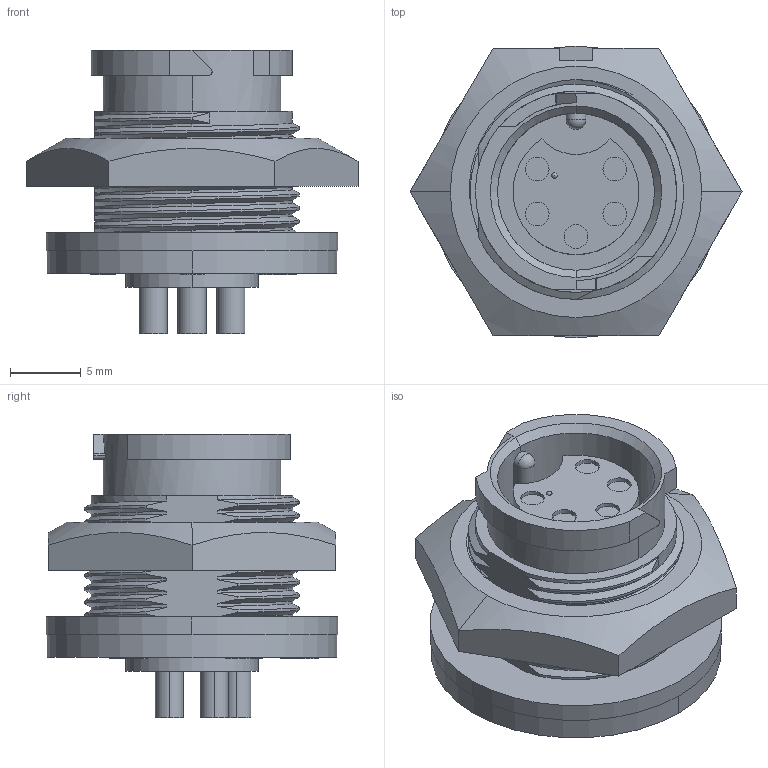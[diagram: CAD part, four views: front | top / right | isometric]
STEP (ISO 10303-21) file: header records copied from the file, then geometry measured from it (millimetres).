
FILE_DESCRIPTION (( 'STEP AP203' ), '1' );
FILE_NAME ('W7280-5SG-P-300.STEP', '2021-10-29T14:46:07', ( '' ), ( '' ), 'SwSTEP 2.0', 'SolidWorks 2020', '' );
FILE_SCHEMA (( 'CONFIG_CONTROL_DESIGN' ));
Length unit declared in the file: millimetre
Products named in the file (1): W7280-5SG-P-300
Bounding box: 23.46 x 20.62 x 20.04 mm (x, y, z)
Volume: 3183.5 mm3; surface area: 3092 mm2
Topology: 2 solids, 2 shells, 249 faces, 666 edges, 442 vertices
Faces by surface type: plane 93, cylinder 87, bspline 63, cone 4, sphere 2
Entity records: 15445 total; most frequent: CARTESIAN_POINT 9836, ORIENTED_EDGE 1324, DIRECTION 895, EDGE_CURVE 662, VERTEX_POINT 440, VECTOR 331, LINE 331, AXIS2_PLACEMENT_3D 282
